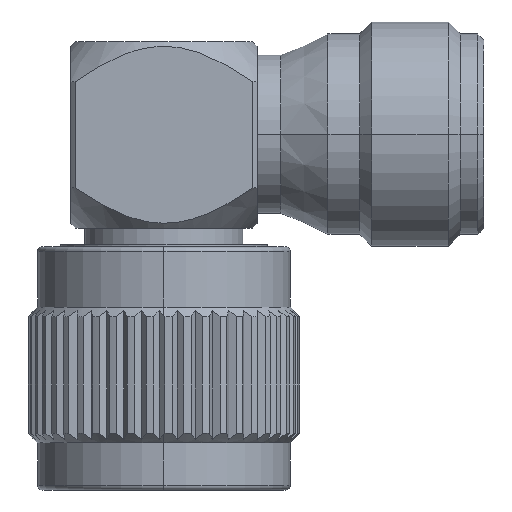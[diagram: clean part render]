
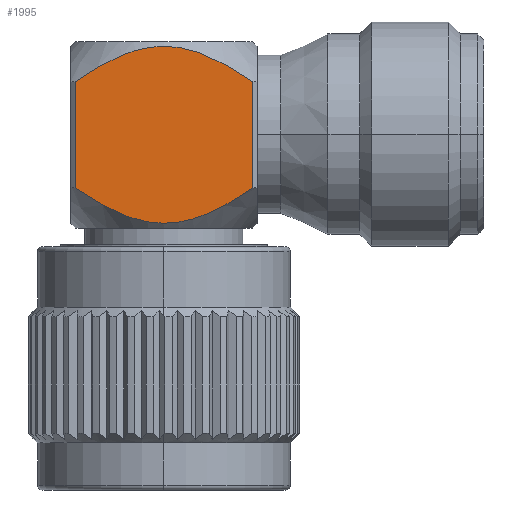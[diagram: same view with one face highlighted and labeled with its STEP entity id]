
A CAD part, left-side view. The second image highlights one B-rep face of the part: STEP entity #1995.
In plain terms, the highlighted planar face has unit normal (-1, 0, 0).
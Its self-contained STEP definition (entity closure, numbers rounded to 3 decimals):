
#33 = AXIS2_PLACEMENT_3D ( 'NONE', #5775, #5776, #5777 ) ;
#1472 = ORIENTED_EDGE ( 'NONE', *, *, #2230, .T. ) ;
#1479 = ORIENTED_EDGE ( 'NONE', *, *, #2222, .T. ) ;
#1480 = ORIENTED_EDGE ( 'NONE', *, *, #1878, .T. ) ;
#1481 = ORIENTED_EDGE ( 'NONE', *, *, #1879, .T. ) ;
#1878 = EDGE_CURVE ( 'NONE', #2664, #2690, #4365, .T. ) ;
#1879 = EDGE_CURVE ( 'NONE', #2661, #2677, #4366, .T. ) ;
#1995 = ADVANCED_FACE ( 'NONE', ( #4487 ), #5774, .T. ) ;
#2222 = EDGE_CURVE ( 'NONE', #2690, #2661, #6240, .T. ) ;
#2230 = EDGE_CURVE ( 'NONE', #2677, #2664, #6242, .T. ) ;
#2661 = VERTEX_POINT ( 'NONE', #8947 ) ;
#2664 = VERTEX_POINT ( 'NONE', #8950 ) ;
#2677 = VERTEX_POINT ( 'NONE', #8963 ) ;
#2690 = VERTEX_POINT ( 'NONE', #8976 ) ;
#2860 = EDGE_LOOP ( 'NONE', ( #1472, #1480, #1479, #1481 ) ) ;
#4365 = LINE ( 'NONE', #5332, #11232 ) ;
#4366 = LINE ( 'NONE', #5334, #11228 ) ;
#4487 = FACE_OUTER_BOUND ( 'NONE', #2860, .T. ) ;
#5332 = CARTESIAN_POINT ( 'NONE',  ( -7.9, -7.51, -20. ) ) ;
#5333 = DIRECTION ( 'NONE',  ( 0., 0., 1. ) ) ;
#5334 = CARTESIAN_POINT ( 'NONE',  ( -7.9, 7.51, -20. ) ) ;
#5335 = DIRECTION ( 'NONE',  ( 0., 0., -1. ) ) ;
#5774 = PLANE ( 'NONE',  #33 ) ;
#5775 = CARTESIAN_POINT ( 'NONE',  ( -7.9, 7.9, -50.705 ) ) ;
#5776 = DIRECTION ( 'NONE',  ( -1., 0., 0. ) ) ;
#5777 = DIRECTION ( 'NONE',  ( 0., 0., 1. ) ) ;
#6240 = B_SPLINE_CURVE_WITH_KNOTS ( 'NONE', 3,
 ( #7575, #7576, #7577, #7578, #7579, #7580, #7581, #7582, #7583, #7584, #7585, #7586, #7587, #7588, #7589, #7590, #7591, #7592, #7593, #7594, #7595, #7596 ),
 .UNSPECIFIED., .F., .F.,
 ( 4, 2, 2, 2, 2, 2, 2, 2, 2, 2, 4 ),
 ( 0.009, 0.012, 0.014, 0.016, 0.018, 0.019, 0.02, 0.021, 0.022, 0.024, 0.026 ),
 .UNSPECIFIED. ) ;
#6242 = B_SPLINE_CURVE_WITH_KNOTS ( 'NONE', 3,
 ( #7638, #7639, #7640, #7641, #7642, #7643, #7644, #7645, #7646, #7647, #7648, #7649, #7650, #7651, #7652, #7653, #7654, #7655, #7656, #7657, #7658, #7659 ),
 .UNSPECIFIED., .F., .F.,
 ( 4, 2, 2, 2, 2, 2, 2, 2, 2, 2, 4 ),
 ( 0.035, 0.037, 0.039, 0.04, 0.041, 0.042, 0.043, 0.045, 0.047, 0.049, 0.051 ),
 .UNSPECIFIED. ) ;
#7575 = CARTESIAN_POINT ( 'NONE',  ( -7.9, -7.51, -3.4 ) ) ;
#7576 = CARTESIAN_POINT ( 'NONE',  ( -7.9, -6.948, -3.012 ) ) ;
#7577 = CARTESIAN_POINT ( 'NONE',  ( -7.9, -6.374, -2.639 ) ) ;
#7578 = CARTESIAN_POINT ( 'NONE',  ( -7.9, -5.19, -1.94 ) ) ;
#7579 = CARTESIAN_POINT ( 'NONE',  ( -7.9, -4.586, -1.618 ) ) ;
#7580 = CARTESIAN_POINT ( 'NONE',  ( -7.9, -3.341, -1.059 ) ) ;
#7581 = CARTESIAN_POINT ( 'NONE',  ( -7.9, -2.699, -0.823 ) ) ;
#7582 = CARTESIAN_POINT ( 'NONE',  ( -7.9, -1.356, -0.489 ) ) ;
#7583 = CARTESIAN_POINT ( 'NONE',  ( -7.9, -0.679, -0.4 ) ) ;
#7584 = CARTESIAN_POINT ( 'NONE',  ( -7.9, 0.347, -0.4 ) ) ;
#7585 = CARTESIAN_POINT ( 'NONE',  ( -7.9, 0.694, -0.423 ) ) ;
#7586 = CARTESIAN_POINT ( 'NONE',  ( -7.9, 1.378, -0.512 ) ) ;
#7587 = CARTESIAN_POINT ( 'NONE',  ( -7.9, 1.714, -0.577 ) ) ;
#7588 = CARTESIAN_POINT ( 'NONE',  ( -7.9, 2.378, -0.744 ) ) ;
#7589 = CARTESIAN_POINT ( 'NONE',  ( -7.9, 2.706, -0.845 ) ) ;
#7590 = CARTESIAN_POINT ( 'NONE',  ( -7.9, 3.353, -1.077 ) ) ;
#7591 = CARTESIAN_POINT ( 'NONE',  ( -7.9, 3.673, -1.208 ) ) ;
#7592 = CARTESIAN_POINT ( 'NONE',  ( -7.9, 4.612, -1.631 ) ) ;
#7593 = CARTESIAN_POINT ( 'NONE',  ( -7.9, 5.212, -1.953 ) ) ;
#7594 = CARTESIAN_POINT ( 'NONE',  ( -7.9, 6.381, -2.644 ) ) ;
#7595 = CARTESIAN_POINT ( 'NONE',  ( -7.9, 6.951, -3.015 ) ) ;
#7596 = CARTESIAN_POINT ( 'NONE',  ( -7.9, 7.51, -3.4 ) ) ;
#7638 = CARTESIAN_POINT ( 'NONE',  ( -7.9, 7.51, -12.4 ) ) ;
#7639 = CARTESIAN_POINT ( 'NONE',  ( -7.9, 6.951, -12.785 ) ) ;
#7640 = CARTESIAN_POINT ( 'NONE',  ( -7.9, 6.381, -13.156 ) ) ;
#7641 = CARTESIAN_POINT ( 'NONE',  ( -7.9, 5.212, -13.847 ) ) ;
#7642 = CARTESIAN_POINT ( 'NONE',  ( -7.9, 4.612, -14.169 ) ) ;
#7643 = CARTESIAN_POINT ( 'NONE',  ( -7.9, 3.673, -14.592 ) ) ;
#7644 = CARTESIAN_POINT ( 'NONE',  ( -7.9, 3.353, -14.723 ) ) ;
#7645 = CARTESIAN_POINT ( 'NONE',  ( -7.9, 2.706, -14.955 ) ) ;
#7646 = CARTESIAN_POINT ( 'NONE',  ( -7.9, 2.378, -15.056 ) ) ;
#7647 = CARTESIAN_POINT ( 'NONE',  ( -7.9, 1.714, -15.223 ) ) ;
#7648 = CARTESIAN_POINT ( 'NONE',  ( -7.9, 1.378, -15.288 ) ) ;
#7649 = CARTESIAN_POINT ( 'NONE',  ( -7.9, 0.694, -15.377 ) ) ;
#7650 = CARTESIAN_POINT ( 'NONE',  ( -7.9, 0.347, -15.4 ) ) ;
#7651 = CARTESIAN_POINT ( 'NONE',  ( -7.9, -0.679, -15.4 ) ) ;
#7652 = CARTESIAN_POINT ( 'NONE',  ( -7.9, -1.356, -15.311 ) ) ;
#7653 = CARTESIAN_POINT ( 'NONE',  ( -7.9, -2.699, -14.977 ) ) ;
#7654 = CARTESIAN_POINT ( 'NONE',  ( -7.9, -3.341, -14.741 ) ) ;
#7655 = CARTESIAN_POINT ( 'NONE',  ( -7.9, -4.586, -14.182 ) ) ;
#7656 = CARTESIAN_POINT ( 'NONE',  ( -7.9, -5.19, -13.86 ) ) ;
#7657 = CARTESIAN_POINT ( 'NONE',  ( -7.9, -6.374, -13.161 ) ) ;
#7658 = CARTESIAN_POINT ( 'NONE',  ( -7.9, -6.948, -12.788 ) ) ;
#7659 = CARTESIAN_POINT ( 'NONE',  ( -7.9, -7.51, -12.4 ) ) ;
#8947 = CARTESIAN_POINT ( 'NONE',  ( -7.9, 7.51, -3.4 ) ) ;
#8950 = CARTESIAN_POINT ( 'NONE',  ( -7.9, -7.51, -12.4 ) ) ;
#8963 = CARTESIAN_POINT ( 'NONE',  ( -7.9, 7.51, -12.4 ) ) ;
#8976 = CARTESIAN_POINT ( 'NONE',  ( -7.9, -7.51, -3.4 ) ) ;
#11228 = VECTOR ( 'NONE', #5335, 1000. ) ;
#11232 = VECTOR ( 'NONE', #5333, 1000. ) ;
